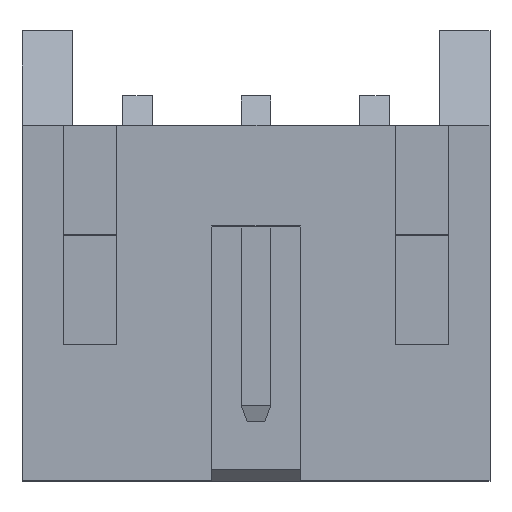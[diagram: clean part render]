
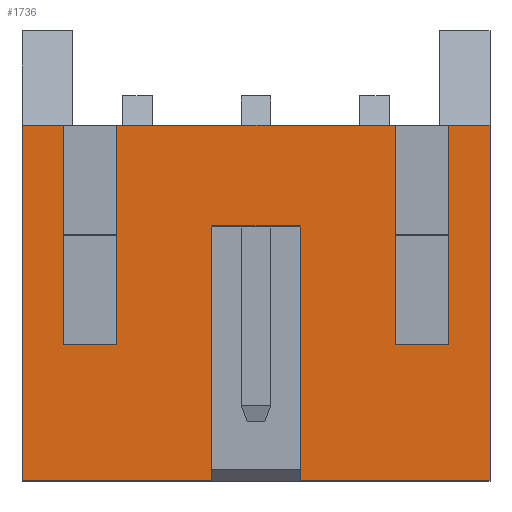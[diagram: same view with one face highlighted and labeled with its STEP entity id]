
A CAD part, top view. The second image highlights one B-rep face of the part: STEP entity #1736.
In plain terms, the highlighted face is planar.
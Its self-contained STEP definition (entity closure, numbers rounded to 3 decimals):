
#679 = EDGE_CURVE('',#680,#682,#684,.T.);
#680 = VERTEX_POINT('',#681);
#681 = CARTESIAN_POINT('',(2.35,4.8,0.25));
#682 = VERTEX_POINT('',#683);
#683 = CARTESIAN_POINT('',(2.35,4.8,3.95));
#684 = LINE('',#685,#686);
#685 = CARTESIAN_POINT('',(2.35,4.8,0.25));
#686 = VECTOR('',#687,1.);
#687 = DIRECTION('',(0.,0.,1.));
#718 = EDGE_CURVE('',#682,#719,#721,.T.);
#719 = VERTEX_POINT('',#720);
#720 = CARTESIAN_POINT('',(3.25,4.8,3.95));
#721 = LINE('',#722,#723);
#722 = CARTESIAN_POINT('',(3.25,4.8,3.95));
#723 = VECTOR('',#724,1.);
#724 = DIRECTION('',(1.,0.,0.));
#750 = VERTEX_POINT('',#751);
#751 = CARTESIAN_POINT('',(-0.75,4.8,6.25));
#767 = VERTEX_POINT('',#768);
#768 = CARTESIAN_POINT('',(-0.75,4.8,1.95));
#774 = EDGE_CURVE('',#767,#750,#775,.T.);
#775 = LINE('',#776,#777);
#776 = CARTESIAN_POINT('',(-0.75,4.8,6.25));
#777 = VECTOR('',#778,1.);
#778 = DIRECTION('',(0.,0.,1.));
#798 = VERTEX_POINT('',#799);
#799 = CARTESIAN_POINT('',(0.75,4.8,6.25));
#805 = EDGE_CURVE('',#798,#806,#808,.T.);
#806 = VERTEX_POINT('',#807);
#807 = CARTESIAN_POINT('',(0.75,4.8,1.95));
#808 = LINE('',#809,#810);
#809 = CARTESIAN_POINT('',(0.75,4.8,6.25));
#810 = VECTOR('',#811,1.);
#811 = DIRECTION('',(0.,0.,-1.));
#858 = EDGE_CURVE('',#859,#861,#863,.T.);
#859 = VERTEX_POINT('',#860);
#860 = CARTESIAN_POINT('',(-3.25,4.8,3.95));
#861 = VERTEX_POINT('',#862);
#862 = CARTESIAN_POINT('',(-2.35,4.8,3.95));
#863 = LINE('',#864,#865);
#864 = CARTESIAN_POINT('',(-3.25,4.8,3.95));
#865 = VECTOR('',#866,1.);
#866 = DIRECTION('',(1.,0.,0.));
#898 = EDGE_CURVE('',#861,#899,#901,.T.);
#899 = VERTEX_POINT('',#900);
#900 = CARTESIAN_POINT('',(-2.35,4.8,0.25));
#901 = LINE('',#902,#903);
#902 = CARTESIAN_POINT('',(-2.35,4.8,0.25));
#903 = VECTOR('',#904,1.);
#904 = DIRECTION('',(0.,0.,-1.));
#1513 = VERTEX_POINT('',#1514);
#1514 = CARTESIAN_POINT('',(3.95,4.8,0.25));
#1520 = EDGE_CURVE('',#1513,#1521,#1523,.T.);
#1521 = VERTEX_POINT('',#1522);
#1522 = CARTESIAN_POINT('',(3.95,4.8,6.25));
#1523 = LINE('',#1524,#1525);
#1524 = CARTESIAN_POINT('',(3.95,4.8,-1.35));
#1525 = VECTOR('',#1526,1.);
#1526 = DIRECTION('',(0.,0.,1.));
#1553 = VERTEX_POINT('',#1554);
#1554 = CARTESIAN_POINT('',(-3.95,4.8,6.25));
#1560 = EDGE_CURVE('',#1561,#1553,#1563,.T.);
#1561 = VERTEX_POINT('',#1562);
#1562 = CARTESIAN_POINT('',(-3.95,4.8,0.25));
#1563 = LINE('',#1564,#1565);
#1564 = CARTESIAN_POINT('',(-3.95,4.8,-1.35));
#1565 = VECTOR('',#1566,1.);
#1566 = DIRECTION('',(0.,0.,1.));
#1736 = ADVANCED_FACE('',(#1737),#1799,.T.);
#1737 = FACE_BOUND('',#1738,.T.);
#1738 = EDGE_LOOP('',(#1739,#1747,#1748,#1749,#1755,#1756,#1757,#1765,
    #1771,#1772,#1778,#1779,#1785,#1786,#1792,#1793));
#1739 = ORIENTED_EDGE('',*,*,#1740,.F.);
#1740 = EDGE_CURVE('',#719,#1741,#1743,.T.);
#1741 = VERTEX_POINT('',#1742);
#1742 = CARTESIAN_POINT('',(3.25,4.8,0.25));
#1743 = LINE('',#1744,#1745);
#1744 = CARTESIAN_POINT('',(3.25,4.8,0.25));
#1745 = VECTOR('',#1746,1.);
#1746 = DIRECTION('',(0.,0.,-1.));
#1747 = ORIENTED_EDGE('',*,*,#718,.F.);
#1748 = ORIENTED_EDGE('',*,*,#679,.F.);
#1749 = ORIENTED_EDGE('',*,*,#1750,.F.);
#1750 = EDGE_CURVE('',#899,#680,#1751,.T.);
#1751 = LINE('',#1752,#1753);
#1752 = CARTESIAN_POINT('',(-3.95,4.8,0.25));
#1753 = VECTOR('',#1754,1.);
#1754 = DIRECTION('',(1.,0.,0.));
#1755 = ORIENTED_EDGE('',*,*,#898,.F.);
#1756 = ORIENTED_EDGE('',*,*,#858,.F.);
#1757 = ORIENTED_EDGE('',*,*,#1758,.F.);
#1758 = EDGE_CURVE('',#1759,#859,#1761,.T.);
#1759 = VERTEX_POINT('',#1760);
#1760 = CARTESIAN_POINT('',(-3.25,4.8,0.25));
#1761 = LINE('',#1762,#1763);
#1762 = CARTESIAN_POINT('',(-3.25,4.8,0.25));
#1763 = VECTOR('',#1764,1.);
#1764 = DIRECTION('',(0.,0.,1.));
#1765 = ORIENTED_EDGE('',*,*,#1766,.F.);
#1766 = EDGE_CURVE('',#1561,#1759,#1767,.T.);
#1767 = LINE('',#1768,#1769);
#1768 = CARTESIAN_POINT('',(-3.95,4.8,0.25));
#1769 = VECTOR('',#1770,1.);
#1770 = DIRECTION('',(1.,0.,0.));
#1771 = ORIENTED_EDGE('',*,*,#1560,.T.);
#1772 = ORIENTED_EDGE('',*,*,#1773,.T.);
#1773 = EDGE_CURVE('',#1553,#750,#1774,.T.);
#1774 = LINE('',#1775,#1776);
#1775 = CARTESIAN_POINT('',(-3.95,4.8,6.25));
#1776 = VECTOR('',#1777,1.);
#1777 = DIRECTION('',(1.,0.,0.));
#1778 = ORIENTED_EDGE('',*,*,#774,.F.);
#1779 = ORIENTED_EDGE('',*,*,#1780,.F.);
#1780 = EDGE_CURVE('',#806,#767,#1781,.T.);
#1781 = LINE('',#1782,#1783);
#1782 = CARTESIAN_POINT('',(0.75,4.8,1.95));
#1783 = VECTOR('',#1784,1.);
#1784 = DIRECTION('',(-1.,0.,0.));
#1785 = ORIENTED_EDGE('',*,*,#805,.F.);
#1786 = ORIENTED_EDGE('',*,*,#1787,.T.);
#1787 = EDGE_CURVE('',#798,#1521,#1788,.T.);
#1788 = LINE('',#1789,#1790);
#1789 = CARTESIAN_POINT('',(-3.95,4.8,6.25));
#1790 = VECTOR('',#1791,1.);
#1791 = DIRECTION('',(1.,0.,0.));
#1792 = ORIENTED_EDGE('',*,*,#1520,.F.);
#1793 = ORIENTED_EDGE('',*,*,#1794,.F.);
#1794 = EDGE_CURVE('',#1741,#1513,#1795,.T.);
#1795 = LINE('',#1796,#1797);
#1796 = CARTESIAN_POINT('',(-3.95,4.8,0.25));
#1797 = VECTOR('',#1798,1.);
#1798 = DIRECTION('',(1.,0.,0.));
#1799 = PLANE('',#1800);
#1800 = AXIS2_PLACEMENT_3D('',#1801,#1802,#1803);
#1801 = CARTESIAN_POINT('',(-3.95,4.8,-1.35));
#1802 = DIRECTION('',(0.,1.,0.));
#1803 = DIRECTION('',(0.,0.,-1.));
